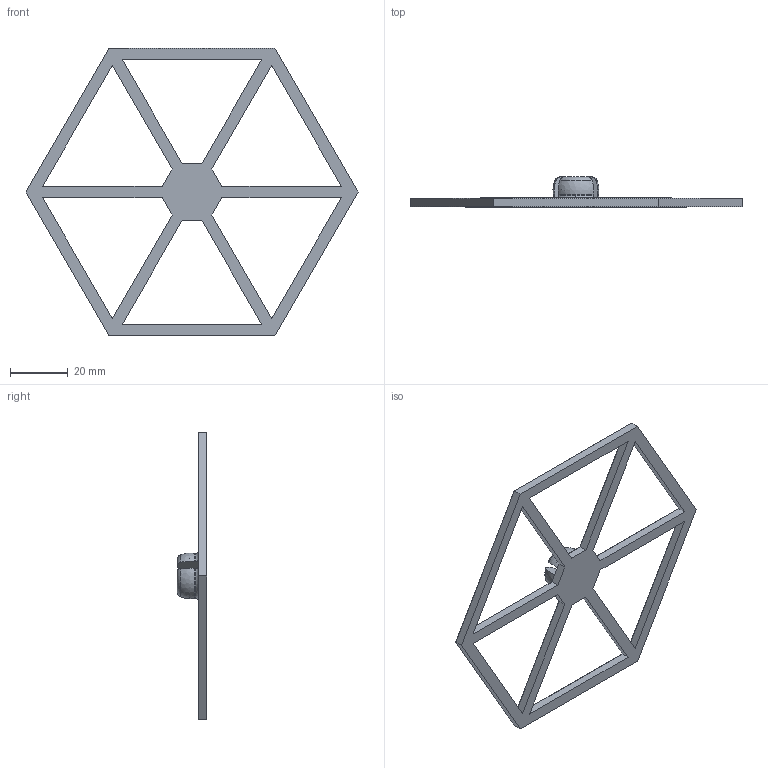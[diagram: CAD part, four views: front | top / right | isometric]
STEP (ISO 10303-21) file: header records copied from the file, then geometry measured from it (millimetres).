
FILE_DESCRIPTION (( 'STEP AP214' ), '1' );
FILE_NAME ('base-Standard.step', '2023-08-02T10:53:08', ( '' ), ( '' ), 'SwSTEP 2.0', 'SolidWorks 2020', '' );
FILE_SCHEMA (( 'AUTOMOTIVE_DESIGN' ));
Length unit declared in the file: millimetre
Products named in the file (1): base-Standard
Bounding box: 115.47 x 10.4 x 100 mm (x, y, z)
Volume: 8863.6 mm3; surface area: 9284.9 mm2
Topology: 1 solids, 1 shells, 87 faces, 236 edges, 147 vertices
Faces by surface type: plane 68, torus 11, sphere 5, cylinder 3
Entity records: 2644 total; most frequent: DIRECTION 456, CARTESIAN_POINT 446, ORIENTED_EDGE 442, EDGE_CURVE 221, LINE 162, VECTOR 162, AXIS2_PLACEMENT_3D 147, VERTEX_POINT 137
